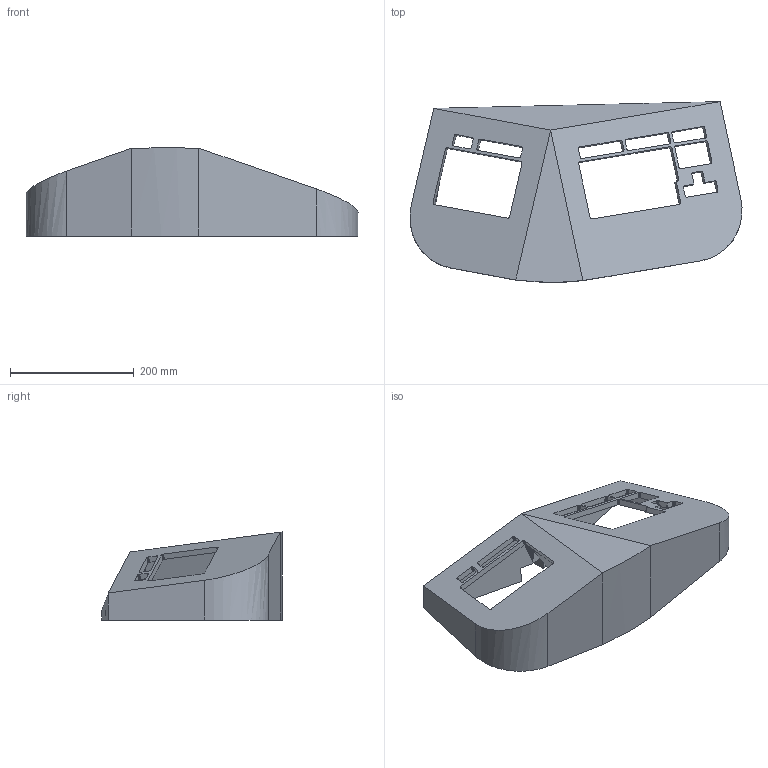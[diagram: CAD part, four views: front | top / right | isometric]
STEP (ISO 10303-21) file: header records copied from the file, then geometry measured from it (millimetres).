
FILE_DESCRIPTION(('FreeCAD Model'),'2;1');
FILE_NAME('tmpYUcxuJ','2018-07-11T01:36:51',('FreeCAD'),('FreeCAD') ,'Open CASCADE STEP processor 7.2','FreeCAD','Unknown');
FILE_SCHEMA(('AUTOMOTIVE_DESIGN { 1 0 10303 214 1 1 1 1 }'));
Length unit declared in the file: millimetre
Products named in the file (1): Open CASCADE STEP translator 7.2 1
Bounding box: 537.02 x 292.32 x 142.59 mm (x, y, z)
Volume: 6238214.6 mm3; surface area: 438689.9 mm2
Topology: 1 solids, 1 shells, 405 faces, 1201 edges, 799 vertices
Faces by surface type: plane 396, cylinder 6, extrusion 3
Entity records: 28780 total; most frequent: CARTESIAN_POINT 5408, DIRECTION 4055, VECTOR 3204, LINE 3201, ORIENTED_EDGE 2402, PCURVE 2402, DEFINITIONAL_REPRESENTATION 2402, EDGE_CURVE 1201
